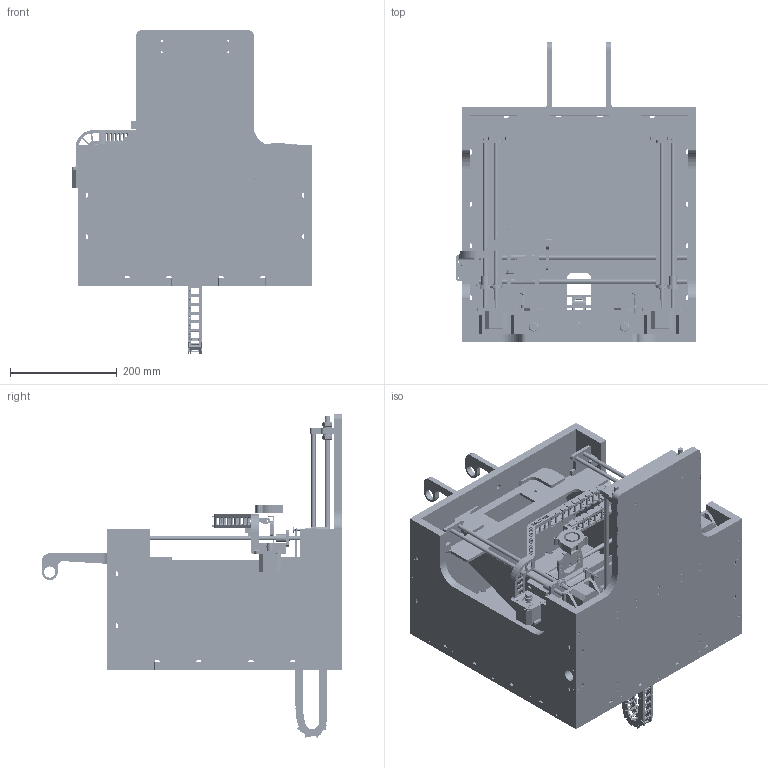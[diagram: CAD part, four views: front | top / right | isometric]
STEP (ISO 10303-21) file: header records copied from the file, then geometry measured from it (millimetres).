
FILE_DESCRIPTION((''),'2;1');
FILE_NAME('I3-PRO-W_ASM','2019-02-01T',('sq8bgq'),(''),'CREO PARAMETRIC BY PTC INC, 2016050','CREO PARAMETRIC BY PTC INC, 2016050','');
FILE_SCHEMA(('CONFIG_CONTROL_DESIGN'));
Products named in the file (63): W9-W10; M10-Y-AXIS; DIAM8-Y-AXIS-SMOOTH; M10-WASHER; M10-SPRING-WASHER; HEXAGON_M10_NUT; X-Z-FRAME; Y-AXIS-CONNECT-LATE; W12; W11; Y-MOTOR-FIXED-PLATE; STEP-MOTOR; W2-LEFT; W3-RIGHT; DISPLAY-FRAME; TOP-LEFT-HOLDER; TOP-RIGTH-HOLDER; FILAMENT-HOLDER; FILAMENT-HOLDER-MIRROR; Z-MOTOR-SUPPORT-PLATE; Z-MOTOR-FIX-PLATE; Z-STEP-MOTOR; DIAM8-Z-AXIS-SMOOTH; M8-Z-AXIS; CHAIN-BRACKET-LOWER; X-AXIS-LEFT-END; Z-AXIS-NUT; LINEAR-BEARING; X-STEP-MOTOR; DIAM8-X-AXIS-SMOOTH; X-AXIS-RIGHT-END; EXTRUDER-METAL-BRACKET; EXTRUDER-UNDER-PLATE; LINEAR-BEARING-LM8LUU; EXTRUDER_MK8; COOLING_FAN_2; EXTRUDER-PART-COOLING-FAN; EXTRUDER-BRACKET; X-MOVEMENT_ASM; LOWER-ARM ...
Assembly tree (151 placements, depth 4):
  I3-PRO-W_ASM
    W9-W10
    M10-Y-AXIS  x2
    DIAM8-Y-AXIS-SMOOTH  x2
    M10-WASHER  x12
    M10-SPRING-WASHER  x6
    HEXAGON_M10_NUT  x12
    X-Z-FRAME
    Y-AXIS-CONNECT-LATE  x2
    W12
    W11
    Y-MOTOR-FIXED-PLATE
    STEP-MOTOR
    W2-LEFT
    W3-RIGHT
    DISPLAY-FRAME
    TOP-LEFT-HOLDER
    TOP-RIGTH-HOLDER
    FILAMENT-HOLDER
    FILAMENT-HOLDER-MIRROR
    Z-MOTOR-SUPPORT-PLATE  x4
    Z-MOTOR-FIX-PLATE  x2
    Z-STEP-MOTOR  x2
    DIAM8-Z-AXIS-SMOOTH  x2
    M8-Z-AXIS  x2
    CHAIN-BRACKET-LOWER
    Z-MOVEMENT_ASM
      X-AXIS-LEFT-END
      Z-AXIS-NUT  x2
      LINEAR-BEARING  x2
      X-STEP-MOTOR
      DIAM8-X-AXIS-SMOOTH  x2
      X-AXIS-RIGHT-END
      X-MOVEMENT_ASM
        EXTRUDER-METAL-BRACKET
        EXTRUDER-UNDER-PLATE
        LINEAR-BEARING-LM8LUU  x2
        EXTRUDER_MK8
        COOLING_FAN_2
        EXTRUDER-PART-COOLING-FAN
        EXTRUDER-BRACKET
      LOWER-ARM-ASSY_ASM
        LOWER-ARM
      5-CHAIN-BITS_ASM
        CHAIN-BIT  x5
        5-CHAIN-CEMENT
      CHAIN-BIT  x13
    PLATFORM_ASM
      PLATFORM-SUPPORT
      Y-BEARING-BLOCK  x3
      LINEAR-BEARING-LM8UU  x3
      BED-CORNER  x4
      HEAT-BED
      GLASS
      M3-THUMB-SCREW  x4
      6-PLUS-CHAIN-BITS_ASM
        CHAIN-BIT  x6
        CHAIN-HOLDER-PLATFORM
        6-CHAIN-CEMENT
    CHAIN-BIT  x13
Bounding box: 451.5 x 563.25 x 606.65 mm (x, y, z)
Volume: 12284582.8 mm3; surface area: 2577497.4 mm2
Topology: 142 solids, 142 shells, 4485 faces, 12152 edges, 8083 vertices
Faces by surface type: plane 2525, cylinder 1774, cone 120, bspline 38, torus 28
Entity records: 81850 total; most frequent: CARTESIAN_POINT 22075, DIRECTION 12381, ORIENTED_EDGE 11976, EDGE_CURVE 5988, AXIS2_PLACEMENT_3D 4162, VECTOR 4057, LINE 4057, VERTEX_POINT 3977
